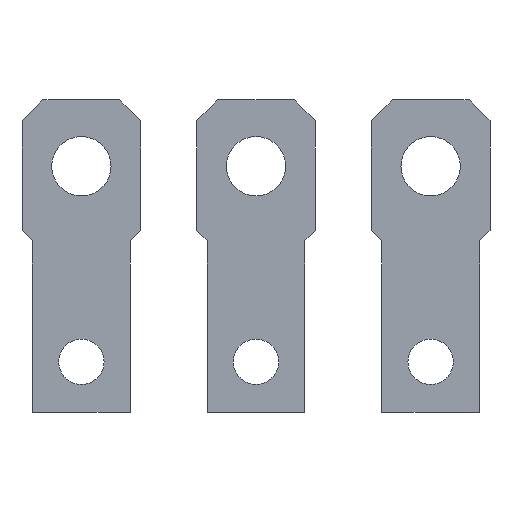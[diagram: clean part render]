
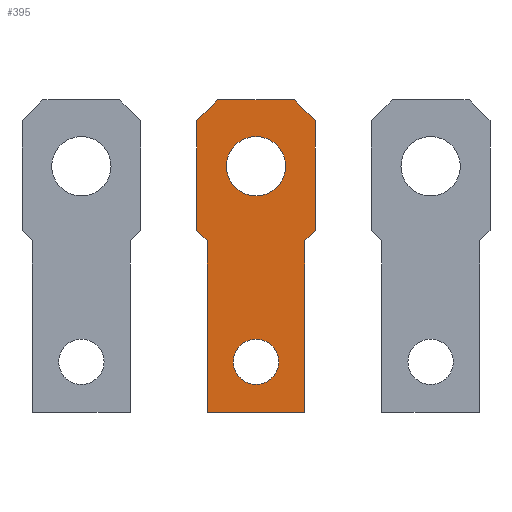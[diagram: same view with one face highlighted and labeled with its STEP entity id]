
A CAD part, front view. The second image highlights one B-rep face of the part: STEP entity #395.
In plain terms, the highlighted planar face has unit normal (0, -1, 0).
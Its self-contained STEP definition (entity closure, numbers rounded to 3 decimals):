
#345=AXIS2_PLACEMENT_3D('Plane Axis2P3D',#342,#343,#344) ;
#361=AXIS2_PLACEMENT_3D('Circle Axis2P3D',#359,#360,$) ;
#370=AXIS2_PLACEMENT_3D('Circle Axis2P3D',#368,#369,$) ;
#379=AXIS2_PLACEMENT_3D('Circle Axis2P3D',#377,#378,$) ;
#388=AXIS2_PLACEMENT_3D('Circle Axis2P3D',#386,#387,$) ;
#43=CARTESIAN_POINT('Vertex',(-5.5,24.5,95.)) ;
#57=CARTESIAN_POINT('Vertex',(-8.5,24.5,92.)) ;
#60=CARTESIAN_POINT('Line Origine',(-7.,24.5,93.5)) ;
#88=CARTESIAN_POINT('Vertex',(-8.5,24.5,76.3)) ;
#91=CARTESIAN_POINT('Line Origine',(-8.5,24.5,84.15)) ;
#119=CARTESIAN_POINT('Vertex',(-7.,24.5,74.8)) ;
#122=CARTESIAN_POINT('Line Origine',(-7.75,24.5,75.55)) ;
#150=CARTESIAN_POINT('Vertex',(-7.,24.5,50.3)) ;
#153=CARTESIAN_POINT('Line Origine',(-7.,24.5,62.55)) ;
#181=CARTESIAN_POINT('Vertex',(7.,24.5,50.3)) ;
#184=CARTESIAN_POINT('Line Origine',(0.,24.5,50.3)) ;
#212=CARTESIAN_POINT('Vertex',(7.,24.5,74.8)) ;
#215=CARTESIAN_POINT('Line Origine',(7.,24.5,62.55)) ;
#243=CARTESIAN_POINT('Vertex',(8.5,24.5,76.3)) ;
#246=CARTESIAN_POINT('Line Origine',(7.75,24.5,75.55)) ;
#274=CARTESIAN_POINT('Vertex',(8.5,24.5,92.)) ;
#277=CARTESIAN_POINT('Line Origine',(8.5,24.5,84.15)) ;
#305=CARTESIAN_POINT('Vertex',(5.5,24.5,95.)) ;
#308=CARTESIAN_POINT('Line Origine',(7.,24.5,93.5)) ;
#330=CARTESIAN_POINT('Line Origine',(0.,24.5,95.)) ;
#342=CARTESIAN_POINT('Axis2P3D Location',(0.,24.5,0.)) ;
#359=CARTESIAN_POINT('Axis2P3D Location',(0.,24.5,85.5)) ;
#363=CARTESIAN_POINT('Vertex',(4.25,24.5,85.5)) ;
#365=CARTESIAN_POINT('Vertex',(-4.25,24.5,85.5)) ;
#368=CARTESIAN_POINT('Axis2P3D Location',(0.,24.5,85.5)) ;
#377=CARTESIAN_POINT('Axis2P3D Location',(0.,24.5,57.5)) ;
#381=CARTESIAN_POINT('Vertex',(3.25,24.5,57.5)) ;
#383=CARTESIAN_POINT('Vertex',(-3.25,24.5,57.5)) ;
#386=CARTESIAN_POINT('Axis2P3D Location',(0.,24.5,57.5)) ;
#61=DIRECTION('Vector Direction',(0.707,0.,0.707)) ;
#92=DIRECTION('Vector Direction',(0.,0.,1.)) ;
#123=DIRECTION('Vector Direction',(0.707,0.,-0.707)) ;
#154=DIRECTION('Vector Direction',(0.,0.,-1.)) ;
#185=DIRECTION('Vector Direction',(1.,0.,0.)) ;
#216=DIRECTION('Vector Direction',(0.,0.,1.)) ;
#247=DIRECTION('Vector Direction',(0.707,0.,0.707)) ;
#278=DIRECTION('Vector Direction',(0.,0.,-1.)) ;
#309=DIRECTION('Vector Direction',(-0.707,0.,0.707)) ;
#331=DIRECTION('Vector Direction',(1.,0.,0.)) ;
#343=DIRECTION('Axis2P3D Direction',(0.,-1.,0.)) ;
#344=DIRECTION('Axis2P3D XDirection',(1.,0.,0.)) ;
#360=DIRECTION('Axis2P3D Direction',(0.,-1.,0.)) ;
#369=DIRECTION('Axis2P3D Direction',(0.,-1.,0.)) ;
#378=DIRECTION('Axis2P3D Direction',(0.,-1.,0.)) ;
#387=DIRECTION('Axis2P3D Direction',(0.,-1.,0.)) ;
#62=VECTOR('Line Direction',#61,1.) ;
#93=VECTOR('Line Direction',#92,1.) ;
#124=VECTOR('Line Direction',#123,1.) ;
#155=VECTOR('Line Direction',#154,1.) ;
#186=VECTOR('Line Direction',#185,1.) ;
#217=VECTOR('Line Direction',#216,1.) ;
#248=VECTOR('Line Direction',#247,1.) ;
#279=VECTOR('Line Direction',#278,1.) ;
#310=VECTOR('Line Direction',#309,1.) ;
#332=VECTOR('Line Direction',#331,1.) ;
#348=ORIENTED_EDGE('',*,*,#64,.T.) ;
#349=ORIENTED_EDGE('',*,*,#95,.T.) ;
#350=ORIENTED_EDGE('',*,*,#126,.T.) ;
#351=ORIENTED_EDGE('',*,*,#157,.T.) ;
#352=ORIENTED_EDGE('',*,*,#188,.T.) ;
#353=ORIENTED_EDGE('',*,*,#219,.T.) ;
#354=ORIENTED_EDGE('',*,*,#250,.T.) ;
#355=ORIENTED_EDGE('',*,*,#281,.T.) ;
#356=ORIENTED_EDGE('',*,*,#312,.T.) ;
#357=ORIENTED_EDGE('',*,*,#334,.T.) ;
#374=ORIENTED_EDGE('',*,*,#367,.F.) ;
#375=ORIENTED_EDGE('',*,*,#372,.F.) ;
#392=ORIENTED_EDGE('',*,*,#385,.F.) ;
#393=ORIENTED_EDGE('',*,*,#390,.F.) ;
#376=FACE_BOUND('',#373,.T.) ;
#394=FACE_BOUND('',#391,.T.) ;
#395=ADVANCED_FACE('Terminali anteriori prolungati EF superiori',(#358,#376,#394),#346,.T.) ;
#362=CIRCLE('generated circle',#361,4.25) ;
#371=CIRCLE('generated circle',#370,4.25) ;
#380=CIRCLE('generated circle',#379,3.25) ;
#389=CIRCLE('generated circle',#388,3.25) ;
#64=EDGE_CURVE('',#44,#58,#63,.F.) ;
#95=EDGE_CURVE('',#58,#89,#94,.F.) ;
#126=EDGE_CURVE('',#89,#120,#125,.T.) ;
#157=EDGE_CURVE('',#120,#151,#156,.T.) ;
#188=EDGE_CURVE('',#151,#182,#187,.T.) ;
#219=EDGE_CURVE('',#182,#213,#218,.T.) ;
#250=EDGE_CURVE('',#213,#244,#249,.T.) ;
#281=EDGE_CURVE('',#244,#275,#280,.F.) ;
#312=EDGE_CURVE('',#275,#306,#311,.T.) ;
#334=EDGE_CURVE('',#306,#44,#333,.F.) ;
#367=EDGE_CURVE('',#364,#366,#362,.T.) ;
#372=EDGE_CURVE('',#366,#364,#371,.T.) ;
#385=EDGE_CURVE('',#382,#384,#380,.T.) ;
#390=EDGE_CURVE('',#384,#382,#389,.T.) ;
#347=EDGE_LOOP('',(#348,#349,#350,#351,#352,#353,#354,#355,#356,#357)) ;
#373=EDGE_LOOP('',(#374,#375)) ;
#391=EDGE_LOOP('',(#392,#393)) ;
#358=FACE_OUTER_BOUND('',#347,.T.) ;
#63=LINE('Line',#60,#62) ;
#94=LINE('Line',#91,#93) ;
#125=LINE('Line',#122,#124) ;
#156=LINE('Line',#153,#155) ;
#187=LINE('Line',#184,#186) ;
#218=LINE('Line',#215,#217) ;
#249=LINE('Line',#246,#248) ;
#280=LINE('Line',#277,#279) ;
#311=LINE('Line',#308,#310) ;
#333=LINE('Line',#330,#332) ;
#346=PLANE('',#345) ;
#44=VERTEX_POINT('',#43) ;
#58=VERTEX_POINT('',#57) ;
#89=VERTEX_POINT('',#88) ;
#120=VERTEX_POINT('',#119) ;
#151=VERTEX_POINT('',#150) ;
#182=VERTEX_POINT('',#181) ;
#213=VERTEX_POINT('',#212) ;
#244=VERTEX_POINT('',#243) ;
#275=VERTEX_POINT('',#274) ;
#306=VERTEX_POINT('',#305) ;
#364=VERTEX_POINT('',#363) ;
#366=VERTEX_POINT('',#365) ;
#382=VERTEX_POINT('',#381) ;
#384=VERTEX_POINT('',#383) ;
